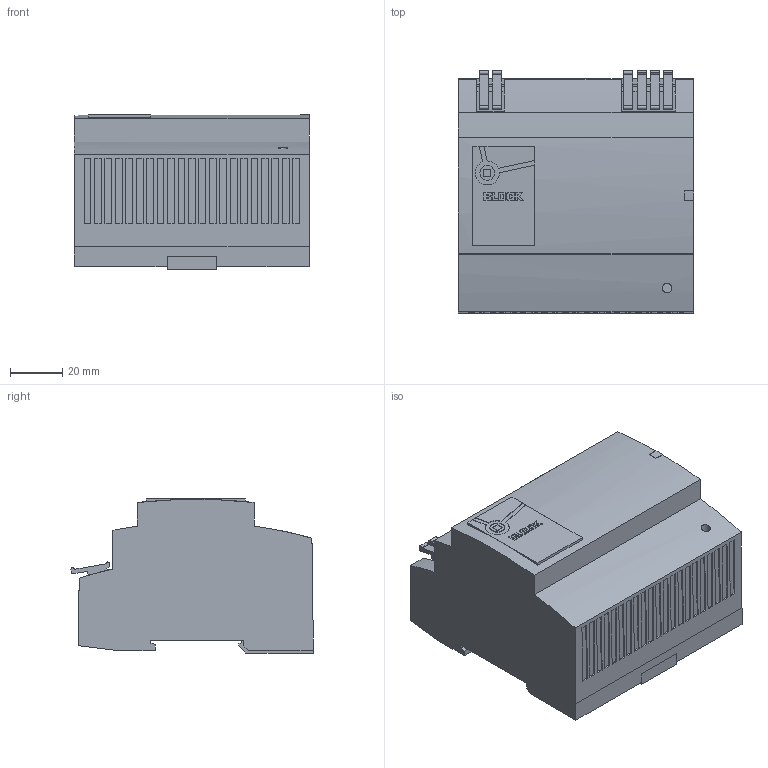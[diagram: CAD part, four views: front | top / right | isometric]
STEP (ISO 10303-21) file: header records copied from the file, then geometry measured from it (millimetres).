
FILE_DESCRIPTION (( 'STEP AP214' ), '1' );
FILE_NAME ('921052.STEP', '2024-07-22T07:08:18', ( '' ), ( '' ), 'SwSTEP 2.0', 'SolidWorks 2022', '' );
FILE_SCHEMA (( 'AUTOMOTIVE_DESIGN' ));
Length unit declared in the file: millimetre
Products named in the file (1): 921052
Bounding box: 90.1 x 92.88 x 59.1 mm (x, y, z)
Volume: 383475.6 mm3; surface area: 37627.4 mm2
Topology: 1 solids, 1 shells, 551 faces, 1437 edges, 958 vertices
Faces by surface type: plane 485, cylinder 42, bspline 24
Entity records: 17293 total; most frequent: CARTESIAN_POINT 3757, ORIENTED_EDGE 2874, DIRECTION 2533, EDGE_CURVE 1437, VECTOR 1297, LINE 1297, VERTEX_POINT 958, EDGE_LOOP 621
